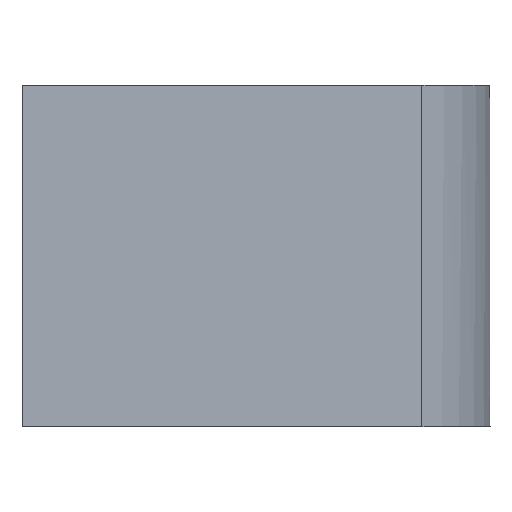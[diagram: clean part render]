
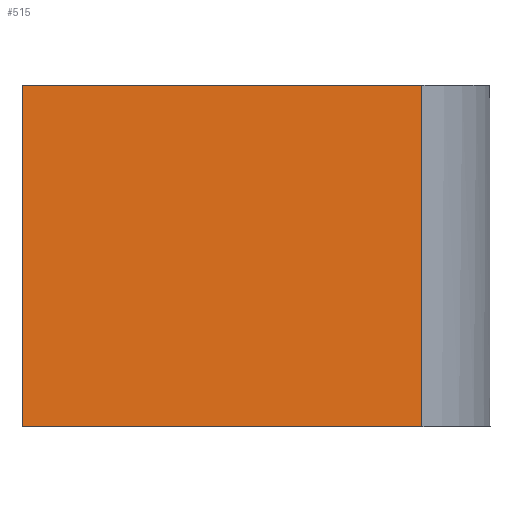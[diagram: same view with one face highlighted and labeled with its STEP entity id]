
A CAD part, left-side view. The second image highlights one B-rep face of the part: STEP entity #515.
In plain terms, the highlighted free-form (B-spline) face has degree [1, 1] with [2, 2] control points.
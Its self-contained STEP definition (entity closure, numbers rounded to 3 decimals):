
#6 = ORIENTED_EDGE ( 'NONE', *, *, #54, .T. ) ;
#8 = CARTESIAN_POINT ( 'NONE',  ( -21129.077, -28757.071, -110. ) ) ;
#23 = CARTESIAN_POINT ( 'NONE',  ( -21169.359, -28714.157, -110. ) ) ;
#54 = EDGE_CURVE ( 'NONE', #294, #418, #397, .T. ) ;
#74 = CARTESIAN_POINT ( 'NONE',  ( -21169.359, -28714.157, 0. ) ) ;
#92 = CARTESIAN_POINT ( 'NONE',  ( -21048.513, -28842.901, -110. ) ) ;
#94 = CARTESIAN_POINT ( 'NONE',  ( -21048.513, -28842.901, -110. ) ) ;
#97 = CARTESIAN_POINT ( 'NONE',  ( -21169.359, -28714.157, 0. ) ) ;
#106 = ORIENTED_EDGE ( 'NONE', *, *, #354, .F. ) ;
#130 = EDGE_LOOP ( 'NONE', ( #227, #106, #477, #6 ) ) ;
#133 = B_SPLINE_CURVE_WITH_KNOTS ( 'NONE', 3,
 ( #474, #426, #8, #206 ),
 .UNSPECIFIED., .F., .F.,
 ( 4, 4 ),
 ( 0., 1. ),
 .UNSPECIFIED. ) ;
#137 = VERTEX_POINT ( 'NONE', #97 ) ;
#147 = CARTESIAN_POINT ( 'NONE',  ( -21048.513, -28842.901, 0. ) ) ;
#165 = VERTEX_POINT ( 'NONE', #23 ) ;
#181 = CARTESIAN_POINT ( 'NONE',  ( -21169.359, -28714.157, -110. ) ) ;
#189 = CARTESIAN_POINT ( 'NONE',  ( -21048.513, -28842.901, 0. ) ) ;
#193 = CARTESIAN_POINT ( 'NONE',  ( -21048.513, -28842.901, -110. ) ) ;
#206 = CARTESIAN_POINT ( 'NONE',  ( -21169.359, -28714.157, -110. ) ) ;
#214 = EDGE_CURVE ( 'NONE', #418, #137, #495, .T. ) ;
#227 = ORIENTED_EDGE ( 'NONE', *, *, #214, .T. ) ;
#278 = CARTESIAN_POINT ( 'NONE',  ( -21169.359, -28714.157, 0. ) ) ;
#294 = VERTEX_POINT ( 'NONE', #94 ) ;
#354 = EDGE_CURVE ( 'NONE', #165, #137, #511, .T. ) ;
#368 = CARTESIAN_POINT ( 'NONE',  ( -21048.513, -28842.901, 0. ) ) ;
#392 = EDGE_CURVE ( 'NONE', #294, #165, #133, .T. ) ;
#397 = B_SPLINE_CURVE_WITH_KNOTS ( 'NONE', 1,
 ( #92, #439 ),
 .UNSPECIFIED., .F., .F.,
 ( 2, 2 ),
 ( 0., 1. ),
 .UNSPECIFIED. ) ;
#418 = VERTEX_POINT ( 'NONE', #189 ) ;
#426 = CARTESIAN_POINT ( 'NONE',  ( -21088.795, -28799.986, -110. ) ) ;
#428 = CARTESIAN_POINT ( 'NONE',  ( -21169.359, -28714.157, 0. ) ) ;
#439 = CARTESIAN_POINT ( 'NONE',  ( -21048.513, -28842.901, 0. ) ) ;
#444 = CARTESIAN_POINT ( 'NONE',  ( -21169.359, -28714.157, -110. ) ) ;
#460 = FACE_OUTER_BOUND ( 'NONE', #130, .T. ) ;
#474 = CARTESIAN_POINT ( 'NONE',  ( -21048.513, -28842.901, -110. ) ) ;
#477 = ORIENTED_EDGE ( 'NONE', *, *, #392, .F. ) ;
#492 = B_SPLINE_SURFACE_WITH_KNOTS ( 'NONE', 1, 1, ( 
 ( #444, #428 ),
 ( #193, #147 ) ),
 .UNSPECIFIED., .F., .F., .F.,
 ( 2, 2 ),
 ( 2, 2 ),
 ( 0., 1. ),
 ( 0., 1. ),
 .UNSPECIFIED. ) ;
#495 = B_SPLINE_CURVE_WITH_KNOTS ( 'NONE', 1,
 ( #368, #74 ),
 .UNSPECIFIED., .F., .F.,
 ( 2, 2 ),
 ( 0., 1. ),
 .UNSPECIFIED. ) ;
#511 = B_SPLINE_CURVE_WITH_KNOTS ( 'NONE', 1,
 ( #181, #278 ),
 .UNSPECIFIED., .F., .F.,
 ( 2, 2 ),
 ( 0., 1. ),
 .UNSPECIFIED. ) ;
#515 = ADVANCED_FACE ( 'NONE', ( #460 ), #492, .T. ) ;
